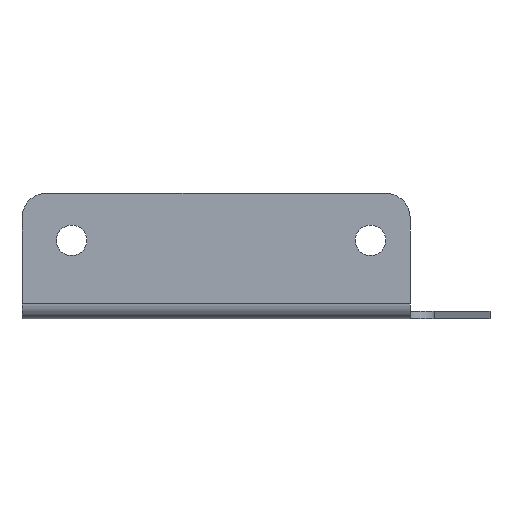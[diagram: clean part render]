
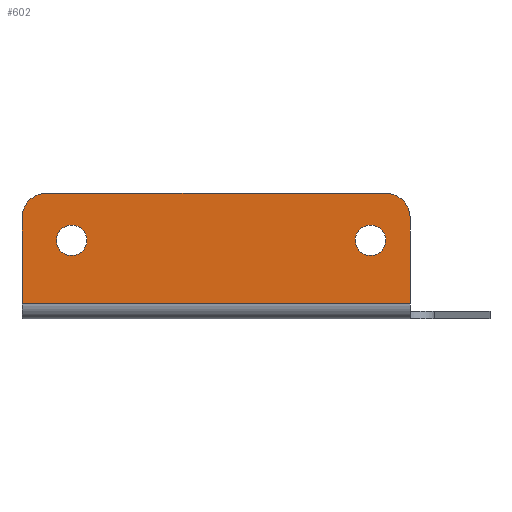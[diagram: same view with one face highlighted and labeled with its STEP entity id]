
A CAD part, left-side view. The second image highlights one B-rep face of the part: STEP entity #602.
In plain terms, the highlighted planar face has unit normal (-1, 0, 0).
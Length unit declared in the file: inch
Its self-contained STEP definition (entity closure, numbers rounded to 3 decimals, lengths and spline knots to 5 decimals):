
#10 = VERTEX_POINT ( 'NONE', #389 ) ;
#22 = VECTOR ( 'NONE', #798, 39.37008 ) ;
#49 = ORIENTED_EDGE ( 'NONE', *, *, #2078, .F. ) ;
#65 = CARTESIAN_POINT ( 'NONE',  ( -6.5, 1.26966, 0.12 ) ) ;
#94 = DIRECTION ( 'NONE',  ( -1., 0., 0. ) ) ;
#136 = AXIS2_PLACEMENT_3D ( 'NONE', #378, #1277, #1116 ) ;
#137 = VERTEX_POINT ( 'NONE', #65 ) ;
#141 = CIRCLE ( 'NONE', #578, 0.2422 ) ;
#190 = EDGE_CURVE ( 'NONE', #1897, #1427, #204, .T. ) ;
#192 = CARTESIAN_POINT ( 'NONE',  ( -6.5, 1.89926, 1.1291 ) ) ;
#193 = VERTEX_POINT ( 'NONE', #2223 ) ;
#204 = CIRCLE ( 'NONE', #761, 0.2422 ) ;
#231 = CARTESIAN_POINT ( 'NONE',  ( -6.5, 1.66336, 1.8804 ) ) ;
#265 = CARTESIAN_POINT ( 'NONE',  ( -6.5, 7.04449, 1.8804 ) ) ;
#309 = EDGE_CURVE ( 'NONE', #793, #10, #872, .T. ) ;
#378 = CARTESIAN_POINT ( 'NONE',  ( -6.5, 0., 0. ) ) ;
#389 = CARTESIAN_POINT ( 'NONE',  ( -6.5, 7.43819, 0.12 ) ) ;
#513 = VECTOR ( 'NONE', #801, 39.37008 ) ;
#529 = ORIENTED_EDGE ( 'NONE', *, *, #1226, .T. ) ;
#561 = FACE_OUTER_BOUND ( 'NONE', #1554, .T. ) ;
#578 = AXIS2_PLACEMENT_3D ( 'NONE', #192, #94, #1999 ) ;
#602 = ADVANCED_FACE ( 'NONE', ( #1098, #1972, #561 ), #1438, .F. ) ;
#617 = DIRECTION ( 'NONE',  ( -1., 0., 0. ) ) ;
#626 = EDGE_LOOP ( 'NONE', ( #851, #49 ) ) ;
#627 = VERTEX_POINT ( 'NONE', #1106 ) ;
#675 = LINE ( 'NONE', #1378, #1960 ) ;
#690 = DIRECTION ( 'NONE',  ( 0., 0., 1. ) ) ;
#708 = DIRECTION ( 'NONE',  ( 0., 0., -1. ) ) ;
#718 = ORIENTED_EDGE ( 'NONE', *, *, #190, .F. ) ;
#720 = CARTESIAN_POINT ( 'NONE',  ( -6.5, 7.04449, 1.4867 ) ) ;
#743 = ORIENTED_EDGE ( 'NONE', *, *, #1823, .F. ) ;
#754 = EDGE_CURVE ( 'NONE', #2140, #1905, #1740, .T. ) ;
#761 = AXIS2_PLACEMENT_3D ( 'NONE', #796, #617, #1723 ) ;
#793 = VERTEX_POINT ( 'NONE', #1519 ) ;
#796 = CARTESIAN_POINT ( 'NONE',  ( -6.5, 1.89926, 1.1291 ) ) ;
#798 = DIRECTION ( 'NONE',  ( 0., 1., 0. ) ) ;
#801 = DIRECTION ( 'NONE',  ( 0., 1., 0. ) ) ;
#808 = EDGE_CURVE ( 'NONE', #1905, #1948, #1484, .T. ) ;
#851 = ORIENTED_EDGE ( 'NONE', *, *, #1107, .F. ) ;
#872 = LINE ( 'NONE', #2277, #1696 ) ;
#979 = CARTESIAN_POINT ( 'NONE',  ( -6.5, 1.66336, 1.4867 ) ) ;
#1096 = DIRECTION ( 'NONE',  ( -1., 0., 0. ) ) ;
#1098 = FACE_BOUND ( 'NONE', #1935, .T. ) ;
#1106 = CARTESIAN_POINT ( 'NONE',  ( -6.5, 6.64926, 0.8869 ) ) ;
#1107 = EDGE_CURVE ( 'NONE', #193, #627, #1443, .T. ) ;
#1108 = CARTESIAN_POINT ( 'NONE',  ( -6.5, 1.26966, 1.4867 ) ) ;
#1116 = DIRECTION ( 'NONE',  ( 0., 0., -1. ) ) ;
#1142 = ORIENTED_EDGE ( 'NONE', *, *, #2261, .F. ) ;
#1226 = EDGE_CURVE ( 'NONE', #1948, #793, #1597, .T. ) ;
#1277 = DIRECTION ( 'NONE',  ( 1., 0., 0. ) ) ;
#1359 = CARTESIAN_POINT ( 'NONE',  ( -6.5, 6.64926, 1.1291 ) ) ;
#1378 = CARTESIAN_POINT ( 'NONE',  ( -6.5, 1.26966, 0. ) ) ;
#1427 = VERTEX_POINT ( 'NONE', #1630 ) ;
#1436 = ORIENTED_EDGE ( 'NONE', *, *, #808, .T. ) ;
#1438 = PLANE ( 'NONE',  #136 ) ;
#1443 = CIRCLE ( 'NONE', #1920, 0.2422 ) ;
#1484 = LINE ( 'NONE', #1671, #22 ) ;
#1519 = CARTESIAN_POINT ( 'NONE',  ( -6.5, 7.43819, 1.4867 ) ) ;
#1530 = ORIENTED_EDGE ( 'NONE', *, *, #2047, .T. ) ;
#1554 = EDGE_LOOP ( 'NONE', ( #1436, #529, #1857, #1142, #1530, #1695 ) ) ;
#1597 = CIRCLE ( 'NONE', #1878, 0.3937 ) ;
#1630 = CARTESIAN_POINT ( 'NONE',  ( -6.5, 1.89926, 0.8869 ) ) ;
#1638 = AXIS2_PLACEMENT_3D ( 'NONE', #1359, #2089, #2272 ) ;
#1671 = CARTESIAN_POINT ( 'NONE',  ( -6.5, 0., 1.8804 ) ) ;
#1672 = CIRCLE ( 'NONE', #1638, 0.2422 ) ;
#1674 = CARTESIAN_POINT ( 'NONE',  ( -6.5, 7.43819, 0.12 ) ) ;
#1695 = ORIENTED_EDGE ( 'NONE', *, *, #754, .T. ) ;
#1696 = VECTOR ( 'NONE', #708, 39.37008 ) ;
#1699 = AXIS2_PLACEMENT_3D ( 'NONE', #979, #2029, #2193 ) ;
#1723 = DIRECTION ( 'NONE',  ( 0., 0., 1. ) ) ;
#1740 = CIRCLE ( 'NONE', #1699, 0.3937 ) ;
#1792 = DIRECTION ( 'NONE',  ( 0., 0., -1. ) ) ;
#1823 = EDGE_CURVE ( 'NONE', #1427, #1897, #141, .T. ) ;
#1851 = CARTESIAN_POINT ( 'NONE',  ( -6.5, 1.89926, 1.3713 ) ) ;
#1857 = ORIENTED_EDGE ( 'NONE', *, *, #309, .T. ) ;
#1878 = AXIS2_PLACEMENT_3D ( 'NONE', #720, #1096, #1792 ) ;
#1897 = VERTEX_POINT ( 'NONE', #1851 ) ;
#1905 = VERTEX_POINT ( 'NONE', #231 ) ;
#1920 = AXIS2_PLACEMENT_3D ( 'NONE', #2256, #2072, #2083 ) ;
#1935 = EDGE_LOOP ( 'NONE', ( #718, #743 ) ) ;
#1948 = VERTEX_POINT ( 'NONE', #265 ) ;
#1960 = VECTOR ( 'NONE', #690, 39.37008 ) ;
#1972 = FACE_BOUND ( 'NONE', #626, .T. ) ;
#1999 = DIRECTION ( 'NONE',  ( 0., 0., 1. ) ) ;
#2029 = DIRECTION ( 'NONE',  ( -1., 0., 0. ) ) ;
#2047 = EDGE_CURVE ( 'NONE', #137, #2140, #675, .T. ) ;
#2072 = DIRECTION ( 'NONE',  ( -1., 0., 0. ) ) ;
#2078 = EDGE_CURVE ( 'NONE', #627, #193, #1672, .T. ) ;
#2083 = DIRECTION ( 'NONE',  ( 0., 0., 1. ) ) ;
#2089 = DIRECTION ( 'NONE',  ( -1., 0., 0. ) ) ;
#2140 = VERTEX_POINT ( 'NONE', #1108 ) ;
#2166 = LINE ( 'NONE', #1674, #513 ) ;
#2193 = DIRECTION ( 'NONE',  ( 0., 0., -1. ) ) ;
#2223 = CARTESIAN_POINT ( 'NONE',  ( -6.5, 6.64926, 1.3713 ) ) ;
#2256 = CARTESIAN_POINT ( 'NONE',  ( -6.5, 6.64926, 1.1291 ) ) ;
#2261 = EDGE_CURVE ( 'NONE', #137, #10, #2166, .T. ) ;
#2272 = DIRECTION ( 'NONE',  ( 0., 0., 1. ) ) ;
#2277 = CARTESIAN_POINT ( 'NONE',  ( -6.5, 7.43819, 0. ) ) ;
